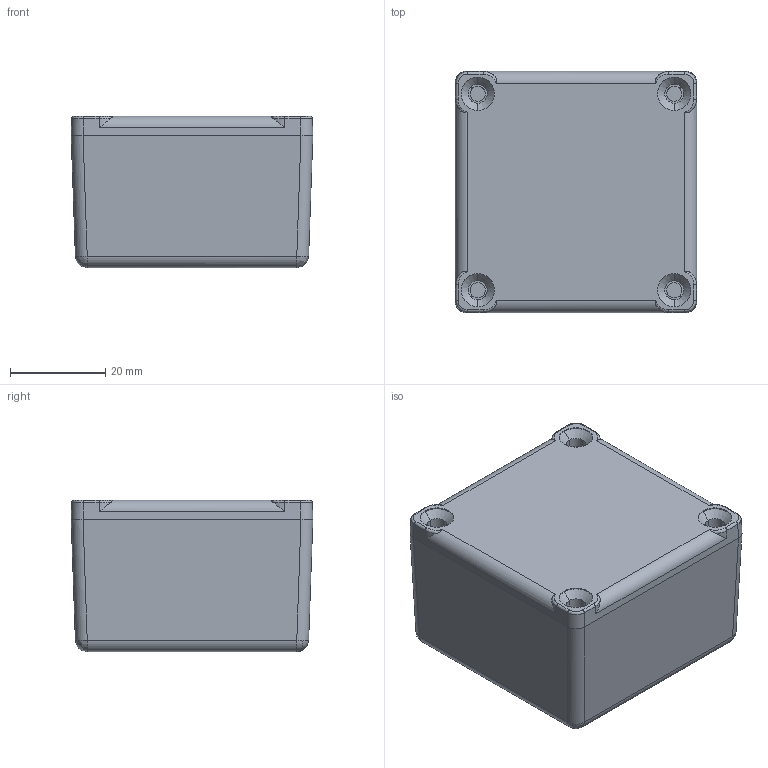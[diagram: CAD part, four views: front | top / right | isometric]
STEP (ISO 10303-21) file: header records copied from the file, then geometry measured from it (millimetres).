
FILE_DESCRIPTION (( 'STEP AP214' ), '1' );
FILE_NAME ('G0470.STEP', '2017-09-13T02:43:23', ( '' ), ( '' ), 'SwSTEP 2.0', 'SolidWorks 2014', '' );
FILE_SCHEMA (( 'AUTOMOTIVE_DESIGN' ));
Length unit declared in the file: millimetre
Products named in the file (3): G0470-COVER; G0470-BASE; G0470
Assembly tree (2 placements, depth 2):
  G0470
    G0470-BASE
    G0470-COVER
Bounding box: 50.8 x 50.8 x 31.8 mm (x, y, z)
Volume: 21905 mm3; surface area: 22324.6 mm2
Topology: 2 solids, 2 shells, 228 faces, 586 edges, 359 vertices
Faces by surface type: cylinder 104, plane 59, bspline 41, cone 24
Entity records: 12717 total; most frequent: CARTESIAN_POINT 7707, ORIENTED_EDGE 1152, DIRECTION 800, EDGE_CURVE 576, VERTEX_POINT 359, VECTOR 280, LINE 280, AXIS2_PLACEMENT_3D 260
